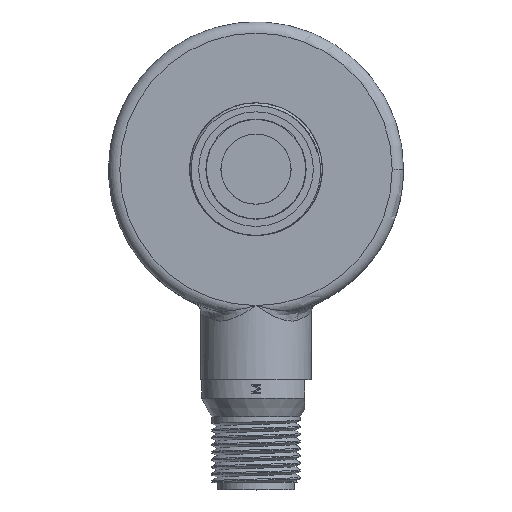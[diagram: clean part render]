
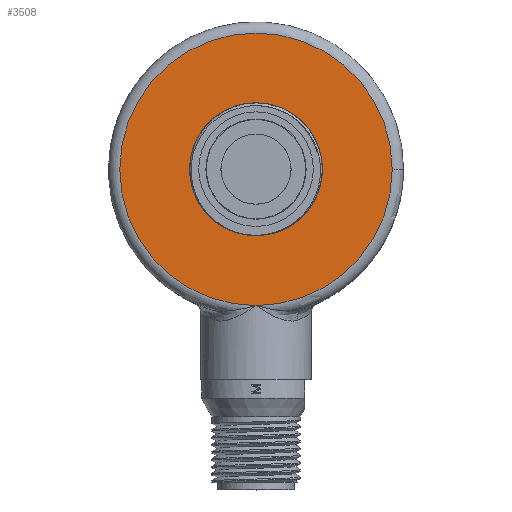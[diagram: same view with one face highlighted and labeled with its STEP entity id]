
A CAD part, top view. The second image highlights one B-rep face of the part: STEP entity #3508.
In plain terms, the highlighted face is planar.
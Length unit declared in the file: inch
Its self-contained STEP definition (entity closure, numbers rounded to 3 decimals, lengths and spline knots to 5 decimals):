
#1=CARTESIAN_POINT('',(0.,0.295,0.));
#2=DIRECTION('',(0.,1.,0.));
#3=DIRECTION('',(0.,0.,1.));
#4=AXIS2_PLACEMENT_3D('',#1,#2,#3);
#6=CARTESIAN_POINT('',(0.,0.295,0.));
#7=DIRECTION('',(0.,1.,0.));
#8=DIRECTION('',(0.,0.,-1.));
#9=AXIS2_PLACEMENT_3D('',#6,#7,#8);
#16=CARTESIAN_POINT('',(0.,0.295,0.));
#17=DIRECTION('',(0.,1.,0.));
#18=DIRECTION('',(1.,0.,0.));
#19=AXIS2_PLACEMENT_3D('',#16,#17,#18);
#3132=CARTESIAN_POINT('',(0.,0.295,0.));
#3133=DIRECTION('',(0.,1.,0.));
#3134=DIRECTION('',(0.,0.,1.));
#3135=AXIS2_PLACEMENT_3D('',#3132,#3133,#3134);
#3263=CARTESIAN_POINT('',(0.7275,0.295,0.));
#3264=CARTESIAN_POINT('',(0.,0.295,0.7275));
#3265=VERTEX_POINT('',#3263);
#3266=VERTEX_POINT('',#3264);
#3369=CARTESIAN_POINT('',(0.,0.295,0.35125));
#3370=CARTESIAN_POINT('',(0.,0.295,-0.35125));
#3371=VERTEX_POINT('',#3369);
#3372=VERTEX_POINT('',#3370);
#3491=CARTESIAN_POINT('',(0.,0.295,0.));
#3492=DIRECTION('',(0.,1.,0.));
#3493=DIRECTION('',(1.,0.,0.));
#3494=AXIS2_PLACEMENT_3D('',#3491,#3492,#3493);
#3495=PLANE('',#3494);
#3497=ORIENTED_EDGE('',*,*,#3496,.F.);
#3499=ORIENTED_EDGE('',*,*,#3498,.F.);
#3500=EDGE_LOOP('',(#3497,#3499));
#3501=FACE_OUTER_BOUND('',#3500,.F.);
#3503=ORIENTED_EDGE('',*,*,#3502,.T.);
#3505=ORIENTED_EDGE('',*,*,#3504,.T.);
#3506=EDGE_LOOP('',(#3503,#3505));
#3507=FACE_BOUND('',#3506,.F.);
#3508=ADVANCED_FACE('',(#3501,#3507),#3495,.T.);
#5=CIRCLE('',#4,0.35125);
#10=CIRCLE('',#9,0.35125);
#20=CIRCLE('',#19,0.7275);
#3136=CIRCLE('',#3135,0.7275);
#3496=EDGE_CURVE('',#3265,#3266,#20,.T.);
#3498=EDGE_CURVE('',#3266,#3265,#3136,.T.);
#3502=EDGE_CURVE('',#3371,#3372,#5,.T.);
#3504=EDGE_CURVE('',#3372,#3371,#10,.T.);
